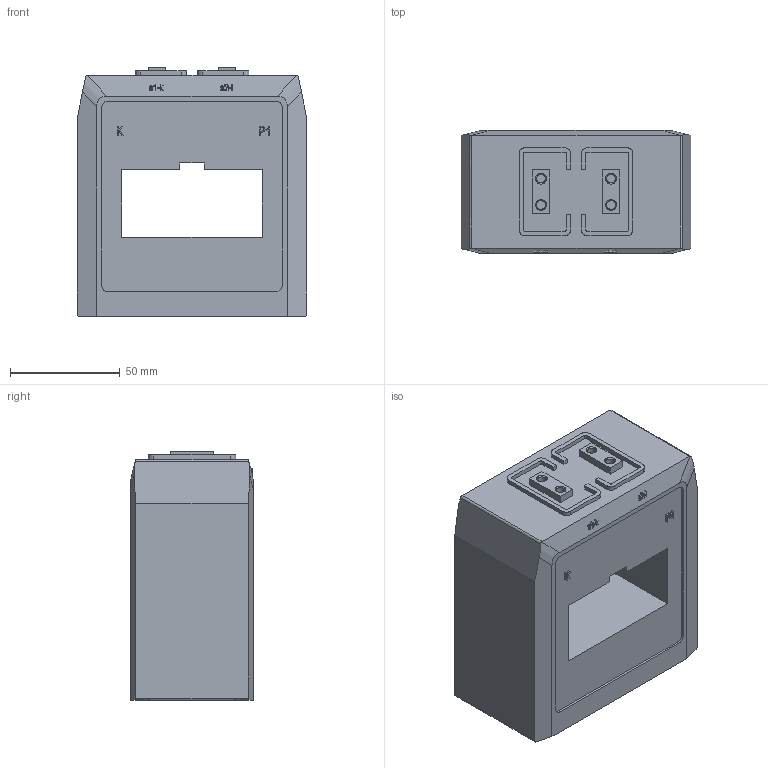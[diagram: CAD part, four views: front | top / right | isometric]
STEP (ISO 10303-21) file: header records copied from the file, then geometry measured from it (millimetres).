
FILE_DESCRIPTION(/* description */ (''),/* implementation_level */ '2;1');
FILE_NAME(/* name */ 'TAT063',/* time_stamp */ '2011-05-31T18:09:37+02:00',/* author */ (''),/* organization */ (''),/* preprocessor_version */ 'ST-DEVELOPER v8',/* originating_system */ '',/* authorisation */ '');
FILE_SCHEMA (('CONFIG_CONTROL_DESIGN'));
Length unit declared in the file: millimetre
Products named in the file (1): 1
Bounding box: 105 x 56 x 113.5 mm (x, y, z)
Volume: 1724.4 mm3; surface area: 55278 mm2
Topology: 15 solids, 16 shells, 214 faces, 540 edges, 356 vertices
Faces by surface type: bspline 214
Entity records: 8267 total; most frequent: CARTESIAN_POINT 4844, ORIENTED_EDGE 1064, EDGE_CURVE 540, B_SPLINE_CURVE_WITH_KNOTS 508, VERTEX_POINT 356, EDGE_LOOP 228, ADVANCED_FACE 214, FACE_OUTER_BOUND 214
